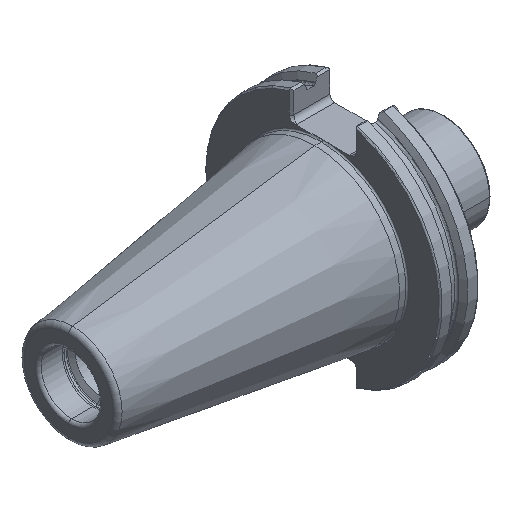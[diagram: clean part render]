
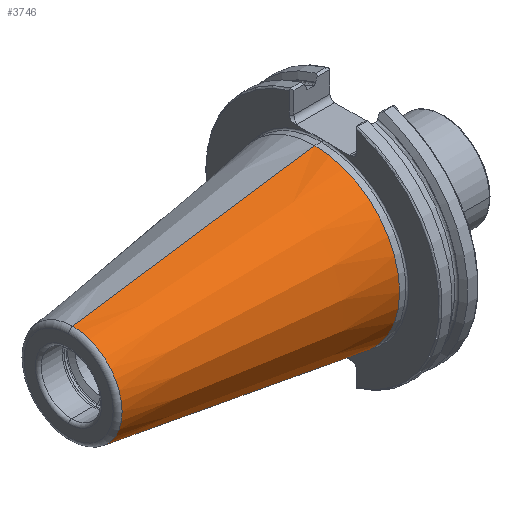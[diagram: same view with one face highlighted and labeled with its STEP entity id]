
A CAD part, isometric view. The second image highlights one B-rep face of the part: STEP entity #3746.
In plain terms, the highlighted conical face has half-angle 8.297 degrees and reference radius 34.925 mm.
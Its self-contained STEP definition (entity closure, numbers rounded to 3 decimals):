
#170 = VECTOR ( 'NONE', #424, 1000. ) ;
#424 = DIRECTION ( 'NONE',  ( 0.99, 0., 0.144 ) ) ;
#448 = CARTESIAN_POINT ( 'NONE',  ( 0., 0., 34.925 ) ) ;
#556 = CIRCLE ( 'NONE', #4019, 20.358 ) ;
#612 = AXIS2_PLACEMENT_3D ( 'NONE', #3145, #3254, #3242 ) ;
#869 = LINE ( 'NONE', #448, #170 ) ;
#945 = VERTEX_POINT ( 'NONE', #3821 ) ;
#967 = EDGE_CURVE ( 'NONE', #3551, #4135, #3159, .T. ) ;
#1007 = CONICAL_SURFACE ( 'NONE', #612, 34.925, 0.145 ) ;
#1199 = FACE_OUTER_BOUND ( 'NONE', #5455, .T. ) ;
#1842 = EDGE_CURVE ( 'NONE', #2863, #945, #556, .T. ) ;
#1907 = CARTESIAN_POINT ( 'NONE',  ( -99.889, 0., 0. ) ) ;
#1936 = DIRECTION ( 'NONE',  ( 0., 0., 1. ) ) ;
#1970 = DIRECTION ( 'NONE',  ( -1., 0., 0. ) ) ;
#2666 = EDGE_CURVE ( 'NONE', #945, #4135, #869, .T. ) ;
#2863 = VERTEX_POINT ( 'NONE', #5373 ) ;
#2870 = ORIENTED_EDGE ( 'NONE', *, *, #2666, .F. ) ;
#3032 = DIRECTION ( 'NONE',  ( 0.99, 0., -0.144 ) ) ;
#3086 = ORIENTED_EDGE ( 'NONE', *, *, #4024, .T. ) ;
#3145 = CARTESIAN_POINT ( 'NONE',  ( 0., 0., 0. ) ) ;
#3159 = CIRCLE ( 'NONE', #3306, 34.925 ) ;
#3242 = DIRECTION ( 'NONE',  ( 0., 0., -1. ) ) ;
#3254 = DIRECTION ( 'NONE',  ( 1., 0., 0. ) ) ;
#3306 = AXIS2_PLACEMENT_3D ( 'NONE', #4485, #4503, #4514 ) ;
#3358 = ORIENTED_EDGE ( 'NONE', *, *, #967, .T. ) ;
#3366 = CARTESIAN_POINT ( 'NONE',  ( 0., 0., -34.925 ) ) ;
#3551 = VERTEX_POINT ( 'NONE', #5303 ) ;
#3746 = ADVANCED_FACE ( 'NONE', ( #1199 ), #1007, .T. ) ;
#3821 = CARTESIAN_POINT ( 'NONE',  ( -99.889, 0., 20.358 ) ) ;
#4019 = AXIS2_PLACEMENT_3D ( 'NONE', #1907, #1970, #1936 ) ;
#4024 = EDGE_CURVE ( 'NONE', #2863, #3551, #5485, .T. ) ;
#4135 = VERTEX_POINT ( 'NONE', #4904 ) ;
#4485 = CARTESIAN_POINT ( 'NONE',  ( 0., 0., 0. ) ) ;
#4503 = DIRECTION ( 'NONE',  ( -1., 0., 0. ) ) ;
#4514 = DIRECTION ( 'NONE',  ( 0., 0., 1. ) ) ;
#4649 = ORIENTED_EDGE ( 'NONE', *, *, #1842, .F. ) ;
#4904 = CARTESIAN_POINT ( 'NONE',  ( 0., 0., 34.925 ) ) ;
#5120 = VECTOR ( 'NONE', #3032, 1000. ) ;
#5303 = CARTESIAN_POINT ( 'NONE',  ( 0., 0., -34.925 ) ) ;
#5373 = CARTESIAN_POINT ( 'NONE',  ( -99.889, 0., -20.358 ) ) ;
#5455 = EDGE_LOOP ( 'NONE', ( #2870, #4649, #3086, #3358 ) ) ;
#5485 = LINE ( 'NONE', #3366, #5120 ) ;
